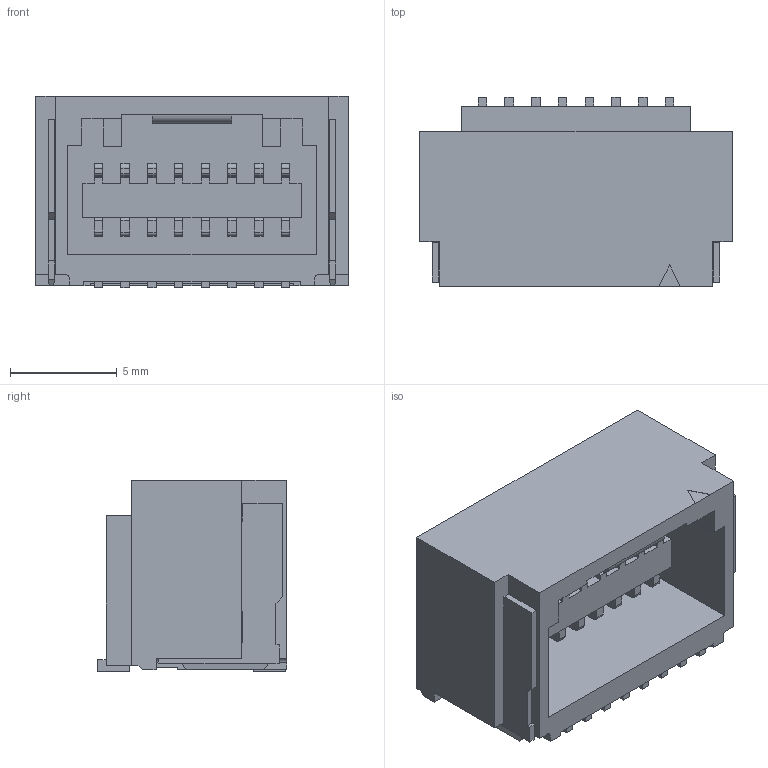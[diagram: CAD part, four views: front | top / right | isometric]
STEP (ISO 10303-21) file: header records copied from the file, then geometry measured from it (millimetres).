
FILE_DESCRIPTION(/* description */ (''),/* implementation_level */ '2;1');
FILE_NAME(/* name */ '5054481671wbm000_01_214.stp',/* time_stamp */ '2024-05-23T09:21:16+06:00',/* author */ (''),/* organization */ (''),/* preprocessor_version */ 'ST-DEVELOPER v16.7',/* originating_system */ 'SIEMENS PLM Software NX 1919',/* authorisation */ '');
FILE_SCHEMA (('AUTOMOTIVE_DESIGN { 1 0 10303 214 3 1 1 1 }'));
Length unit declared in the file: millimetre
Products named in the file (1): 5054481671wbm000_01
Bounding box: 14.6 x 8.85 x 8.95 mm (x, y, z)
Volume: 661.9 mm3; surface area: 1069.1 mm2
Topology: 1 solids, 1 shells, 372 faces, 1030 edges, 684 vertices
Faces by surface type: plane 337, cylinder 35
Entity records: 11712 total; most frequent: CARTESIAN_POINT 2087, ORIENTED_EDGE 2060, DIRECTION 1846, EDGE_CURVE 1030, LINE 960, VECTOR 960, VERTEX_POINT 684, AXIS2_PLACEMENT_3D 443
